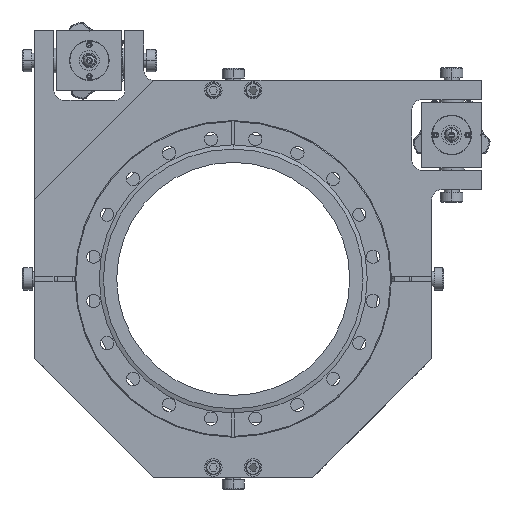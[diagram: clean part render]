
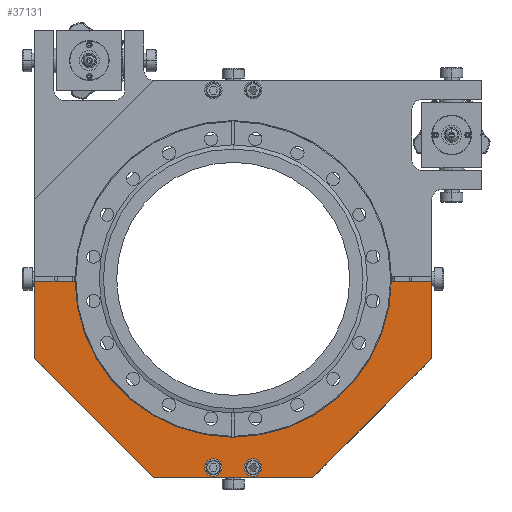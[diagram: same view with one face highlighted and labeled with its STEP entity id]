
A CAD part, front view. The second image highlights one B-rep face of the part: STEP entity #37131.
In plain terms, the highlighted planar face has unit normal (0, -1, 0).
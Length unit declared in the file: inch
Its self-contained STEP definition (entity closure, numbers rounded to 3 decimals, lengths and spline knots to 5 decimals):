
#767 = ORIENTED_EDGE ( 'NONE', *, *, #50709, .F. ) ;
#2519 = CARTESIAN_POINT ( 'NONE',  ( 5., 0.125, -2. ) ) ;
#3849 = ORIENTED_EDGE ( 'NONE', *, *, #44375, .F. ) ;
#4336 = VERTEX_POINT ( 'NONE', #7814 ) ;
#4366 = DIRECTION ( 'NONE',  ( 0., 0., -1. ) ) ;
#4661 = ORIENTED_EDGE ( 'NONE', *, *, #16901, .F. ) ;
#4924 = VECTOR ( 'NONE', #28030, 39.37008 ) ;
#5080 = DIRECTION ( 'NONE',  ( 1., 0., 0. ) ) ;
#5118 = AXIS2_PLACEMENT_3D ( 'NONE', #33927, #8609, #38167 ) ;
#5259 = VECTOR ( 'NONE', #5080, 39.37008 ) ;
#5532 = CARTESIAN_POINT ( 'NONE',  ( 2., 0.125, -5. ) ) ;
#5595 = VECTOR ( 'NONE', #25139, 39.37008 ) ;
#6129 = EDGE_CURVE ( 'NONE', #47523, #46742, #15398, .T. ) ;
#6460 = EDGE_CURVE ( 'NONE', #12215, #49920, #47502, .T. ) ;
#6743 = EDGE_LOOP ( 'NONE', ( #3849, #28784 ) ) ;
#6991 = LINE ( 'NONE', #54497, #5595 ) ;
#7065 = CARTESIAN_POINT ( 'NONE',  ( 0., 0.125, 0. ) ) ;
#7077 = FACE_BOUND ( 'NONE', #7307, .T. ) ;
#7307 = EDGE_LOOP ( 'NONE', ( #30644, #13098 ) ) ;
#7814 = CARTESIAN_POINT ( 'NONE',  ( 0.5, 0.125, -4.96875 ) ) ;
#8609 = DIRECTION ( 'NONE',  ( 0., -1., 0. ) ) ;
#8610 = ORIENTED_EDGE ( 'NONE', *, *, #29981, .F. ) ;
#10276 = ORIENTED_EDGE ( 'NONE', *, *, #6129, .F. ) ;
#10420 = EDGE_CURVE ( 'NONE', #49920, #47523, #37462, .T. ) ;
#10426 = DIRECTION ( 'NONE',  ( 0., -1., 0. ) ) ;
#10734 = CARTESIAN_POINT ( 'NONE',  ( 0.5, 0.125, -4.75 ) ) ;
#10953 = VERTEX_POINT ( 'NONE', #32880 ) ;
#11395 = DIRECTION ( 'NONE',  ( 0., 0., 1. ) ) ;
#12215 = VERTEX_POINT ( 'NONE', #51250 ) ;
#12899 = VERTEX_POINT ( 'NONE', #27896 ) ;
#12951 = CIRCLE ( 'NONE', #33077, 0.21875 ) ;
#13098 = ORIENTED_EDGE ( 'NONE', *, *, #39137, .F. ) ;
#13279 = EDGE_CURVE ( 'NONE', #10953, #37170, #12951, .T. ) ;
#13983 = VERTEX_POINT ( 'NONE', #51475 ) ;
#15049 = DIRECTION ( 'NONE',  ( 0., 0., -1. ) ) ;
#15337 = CARTESIAN_POINT ( 'NONE',  ( 0.5, 0.125, -4.75 ) ) ;
#15363 = LINE ( 'NONE', #20210, #37733 ) ;
#15398 = LINE ( 'NONE', #34751, #5259 ) ;
#16035 = VECTOR ( 'NONE', #4366, 39.37008 ) ;
#16576 = EDGE_CURVE ( 'NONE', #13983, #4336, #32815, .T. ) ;
#16901 = EDGE_CURVE ( 'NONE', #25305, #35821, #6991, .T. ) ;
#16924 = AXIS2_PLACEMENT_3D ( 'NONE', #7065, #36652, #11395 ) ;
#18997 = CARTESIAN_POINT ( 'NONE',  ( -0.5, 0.125, -4.75 ) ) ;
#19580 = DIRECTION ( 'NONE',  ( 0., 0., -1. ) ) ;
#20210 = CARTESIAN_POINT ( 'NONE',  ( 3.87454, 0.125, -0.06 ) ) ;
#20940 = CARTESIAN_POINT ( 'NONE',  ( -2., 0.125, -5. ) ) ;
#21368 = CARTESIAN_POINT ( 'NONE',  ( 5., 0.125, -0.06 ) ) ;
#23177 = DIRECTION ( 'NONE',  ( 0., 0., -1. ) ) ;
#23833 = CIRCLE ( 'NONE', #53503, 3.875 ) ;
#24716 = CARTESIAN_POINT ( 'NONE',  ( -3.87454, 0.125, -0.06 ) ) ;
#25139 = DIRECTION ( 'NONE',  ( -0.707, 0., -0.707 ) ) ;
#25305 = VERTEX_POINT ( 'NONE', #2519 ) ;
#25376 = VECTOR ( 'NONE', #35170, 39.37008 ) ;
#26000 = ORIENTED_EDGE ( 'NONE', *, *, #6460, .F. ) ;
#26638 = CARTESIAN_POINT ( 'NONE',  ( -5., 0.125, -0.06 ) ) ;
#26935 = CARTESIAN_POINT ( 'NONE',  ( 2., 0.125, -5. ) ) ;
#27896 = CARTESIAN_POINT ( 'NONE',  ( 3.87454, 0.125, -0.06 ) ) ;
#28030 = DIRECTION ( 'NONE',  ( 0., 0., 1. ) ) ;
#28051 = PLANE ( 'NONE',  #16924 ) ;
#28610 = CARTESIAN_POINT ( 'NONE',  ( -0.5, 0.125, -4.53125 ) ) ;
#28784 = ORIENTED_EDGE ( 'NONE', *, *, #16576, .F. ) ;
#29981 = EDGE_CURVE ( 'NONE', #12899, #49474, #15363, .T. ) ;
#30644 = ORIENTED_EDGE ( 'NONE', *, *, #13279, .F. ) ;
#32815 = CIRCLE ( 'NONE', #53312, 0.21875 ) ;
#32880 = CARTESIAN_POINT ( 'NONE',  ( -0.5, 0.125, -4.96875 ) ) ;
#33077 = AXIS2_PLACEMENT_3D ( 'NONE', #18997, #48382, #23177 ) ;
#33927 = CARTESIAN_POINT ( 'NONE',  ( -0.5, 0.125, -4.75 ) ) ;
#34751 = CARTESIAN_POINT ( 'NONE',  ( -5., 0.125, -0.06 ) ) ;
#35170 = DIRECTION ( 'NONE',  ( -1., 0., 0. ) ) ;
#35702 = CARTESIAN_POINT ( 'NONE',  ( 0., 0.125, 0. ) ) ;
#35821 = VERTEX_POINT ( 'NONE', #26935 ) ;
#36348 = VECTOR ( 'NONE', #50365, 39.37008 ) ;
#36569 = LINE ( 'NONE', #5532, #25376 ) ;
#36652 = DIRECTION ( 'NONE',  ( 0., 1., 0. ) ) ;
#37131 = ADVANCED_FACE ( 'NONE', ( #7077, #39501, #49350 ), #28051, .F. ) ;
#37170 = VERTEX_POINT ( 'NONE', #28610 ) ;
#37462 = LINE ( 'NONE', #53140, #4924 ) ;
#37733 = VECTOR ( 'NONE', #49614, 39.37008 ) ;
#37967 = EDGE_LOOP ( 'NONE', ( #45396, #26000, #51873, #4661, #767, #8610, #39371, #10276 ) ) ;
#38167 = DIRECTION ( 'NONE',  ( 0., 0., -1. ) ) ;
#38665 = CIRCLE ( 'NONE', #44153, 0.21875 ) ;
#39137 = EDGE_CURVE ( 'NONE', #37170, #10953, #47476, .T. ) ;
#39316 = CARTESIAN_POINT ( 'NONE',  ( -5., 0.125, -2. ) ) ;
#39371 = ORIENTED_EDGE ( 'NONE', *, *, #53823, .F. ) ;
#39501 = FACE_BOUND ( 'NONE', #6743, .T. ) ;
#39725 = LINE ( 'NONE', #21368, #16035 ) ;
#39965 = DIRECTION ( 'NONE',  ( 0., 0., 1. ) ) ;
#40262 = DIRECTION ( 'NONE',  ( 0., -1., 0. ) ) ;
#43408 = CARTESIAN_POINT ( 'NONE',  ( 5., 0.125, -0.06 ) ) ;
#44153 = AXIS2_PLACEMENT_3D ( 'NONE', #15337, #44766, #19580 ) ;
#44375 = EDGE_CURVE ( 'NONE', #4336, #13983, #38665, .T. ) ;
#44766 = DIRECTION ( 'NONE',  ( 0., -1., 0. ) ) ;
#45396 = ORIENTED_EDGE ( 'NONE', *, *, #10420, .F. ) ;
#46742 = VERTEX_POINT ( 'NONE', #24716 ) ;
#47476 = CIRCLE ( 'NONE', #5118, 0.21875 ) ;
#47502 = LINE ( 'NONE', #20940, #36348 ) ;
#47523 = VERTEX_POINT ( 'NONE', #26638 ) ;
#48382 = DIRECTION ( 'NONE',  ( 0., -1., 0. ) ) ;
#48940 = EDGE_CURVE ( 'NONE', #35821, #12215, #36569, .T. ) ;
#49350 = FACE_OUTER_BOUND ( 'NONE', #37967, .T. ) ;
#49474 = VERTEX_POINT ( 'NONE', #43408 ) ;
#49614 = DIRECTION ( 'NONE',  ( 1., 0., 0. ) ) ;
#49920 = VERTEX_POINT ( 'NONE', #39316 ) ;
#50365 = DIRECTION ( 'NONE',  ( -0.707, 0., 0.707 ) ) ;
#50709 = EDGE_CURVE ( 'NONE', #49474, #25305, #39725, .T. ) ;
#51250 = CARTESIAN_POINT ( 'NONE',  ( -2., 0.125, -5. ) ) ;
#51475 = CARTESIAN_POINT ( 'NONE',  ( 0.5, 0.125, -4.53125 ) ) ;
#51873 = ORIENTED_EDGE ( 'NONE', *, *, #48940, .F. ) ;
#53140 = CARTESIAN_POINT ( 'NONE',  ( -5., 0.125, -2. ) ) ;
#53312 = AXIS2_PLACEMENT_3D ( 'NONE', #10734, #40262, #15049 ) ;
#53503 = AXIS2_PLACEMENT_3D ( 'NONE', #35702, #10426, #39965 ) ;
#53823 = EDGE_CURVE ( 'NONE', #46742, #12899, #23833, .T. ) ;
#54497 = CARTESIAN_POINT ( 'NONE',  ( 5., 0.125, -2. ) ) ;
